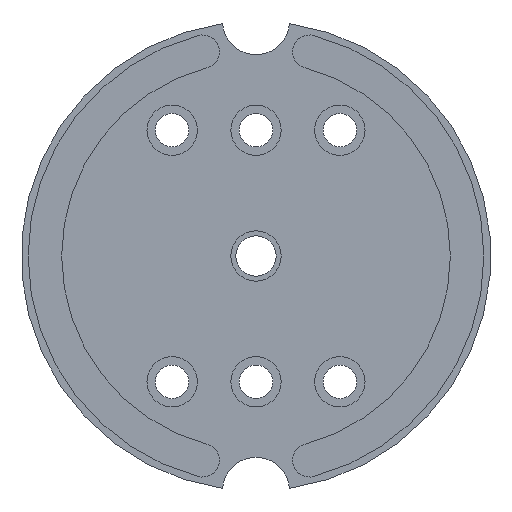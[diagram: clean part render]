
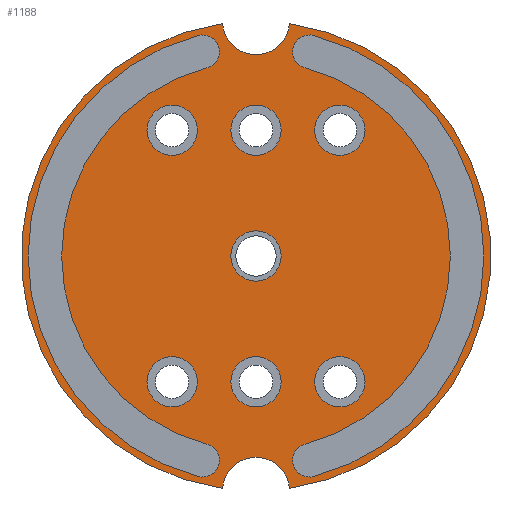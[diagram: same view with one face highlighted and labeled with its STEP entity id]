
A CAD part, front view. The second image highlights one B-rep face of the part: STEP entity #1188.
In plain terms, the highlighted planar face has unit normal (0, -1, 0).
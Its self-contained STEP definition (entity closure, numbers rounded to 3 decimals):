
#71=PLANE('',#1310);
#114=FACE_BOUND('',#284,.T.);
#115=FACE_BOUND('',#285,.T.);
#116=FACE_BOUND('',#286,.T.);
#117=FACE_BOUND('',#287,.T.);
#118=FACE_BOUND('',#288,.T.);
#119=FACE_BOUND('',#289,.T.);
#120=FACE_BOUND('',#290,.T.);
#187=FACE_OUTER_BOUND('',#283,.T.);
#283=EDGE_LOOP('',(#783,#784,#785,#786));
#284=EDGE_LOOP('',(#787));
#285=EDGE_LOOP('',(#788));
#286=EDGE_LOOP('',(#789));
#287=EDGE_LOOP('',(#790));
#288=EDGE_LOOP('',(#791));
#289=EDGE_LOOP('',(#792));
#290=EDGE_LOOP('',(#793));
#432=CIRCLE('',#1291,0.6);
#433=CIRCLE('',#1293,0.5);
#435=CIRCLE('',#1296,0.5);
#437=CIRCLE('',#1299,0.5);
#439=CIRCLE('',#1302,0.5);
#441=CIRCLE('',#1305,0.5);
#443=CIRCLE('',#1308,0.5);
#445=CIRCLE('',#1311,7.);
#446=CIRCLE('',#1312,1.);
#447=CIRCLE('',#1313,7.);
#448=CIRCLE('',#1314,1.);
#538=VERTEX_POINT('',#1900);
#539=VERTEX_POINT('',#1903);
#541=VERTEX_POINT('',#1908);
#543=VERTEX_POINT('',#1913);
#545=VERTEX_POINT('',#1918);
#547=VERTEX_POINT('',#1923);
#549=VERTEX_POINT('',#1928);
#551=VERTEX_POINT('',#1933);
#552=VERTEX_POINT('',#1934);
#553=VERTEX_POINT('',#1936);
#554=VERTEX_POINT('',#1938);
#644=EDGE_CURVE('',#538,#538,#432,.T.);
#645=EDGE_CURVE('',#539,#539,#433,.T.);
#647=EDGE_CURVE('',#541,#541,#435,.T.);
#649=EDGE_CURVE('',#543,#543,#437,.T.);
#651=EDGE_CURVE('',#545,#545,#439,.T.);
#653=EDGE_CURVE('',#547,#547,#441,.T.);
#655=EDGE_CURVE('',#549,#549,#443,.T.);
#657=EDGE_CURVE('',#551,#552,#445,.T.);
#658=EDGE_CURVE('',#552,#553,#446,.T.);
#659=EDGE_CURVE('',#553,#554,#447,.T.);
#660=EDGE_CURVE('',#554,#551,#448,.T.);
#783=ORIENTED_EDGE('',*,*,#657,.T.);
#784=ORIENTED_EDGE('',*,*,#658,.T.);
#785=ORIENTED_EDGE('',*,*,#659,.T.);
#786=ORIENTED_EDGE('',*,*,#660,.T.);
#787=ORIENTED_EDGE('',*,*,#644,.T.);
#788=ORIENTED_EDGE('',*,*,#645,.T.);
#789=ORIENTED_EDGE('',*,*,#647,.T.);
#790=ORIENTED_EDGE('',*,*,#649,.T.);
#791=ORIENTED_EDGE('',*,*,#651,.T.);
#792=ORIENTED_EDGE('',*,*,#653,.T.);
#793=ORIENTED_EDGE('',*,*,#655,.T.);
#1188=ADVANCED_FACE('',(#187,#114,#115,#116,#117,#118,#119,#120),#71,.T.);
#1291=AXIS2_PLACEMENT_3D('',#1901,#1490,#1491);
#1293=AXIS2_PLACEMENT_3D('',#1904,#1494,#1495);
#1296=AXIS2_PLACEMENT_3D('',#1909,#1500,#1501);
#1299=AXIS2_PLACEMENT_3D('',#1914,#1506,#1507);
#1302=AXIS2_PLACEMENT_3D('',#1919,#1512,#1513);
#1305=AXIS2_PLACEMENT_3D('',#1924,#1518,#1519);
#1308=AXIS2_PLACEMENT_3D('',#1929,#1524,#1525);
#1310=AXIS2_PLACEMENT_3D('',#1932,#1528,#1529);
#1311=AXIS2_PLACEMENT_3D('',#1935,#1530,#1531);
#1312=AXIS2_PLACEMENT_3D('',#1937,#1532,#1533);
#1313=AXIS2_PLACEMENT_3D('',#1939,#1534,#1535);
#1314=AXIS2_PLACEMENT_3D('',#1940,#1536,#1537);
#1490=DIRECTION('center_axis',(0.,1.,0.));
#1491=DIRECTION('ref_axis',(-1.,0.,0.));
#1494=DIRECTION('center_axis',(0.,1.,0.));
#1495=DIRECTION('ref_axis',(1.,0.,0.));
#1500=DIRECTION('center_axis',(0.,1.,0.));
#1501=DIRECTION('ref_axis',(1.,0.,0.));
#1506=DIRECTION('center_axis',(0.,1.,0.));
#1507=DIRECTION('ref_axis',(1.,0.,0.));
#1512=DIRECTION('center_axis',(0.,1.,0.));
#1513=DIRECTION('ref_axis',(1.,0.,0.));
#1518=DIRECTION('center_axis',(0.,1.,0.));
#1519=DIRECTION('ref_axis',(1.,0.,0.));
#1524=DIRECTION('center_axis',(0.,1.,0.));
#1525=DIRECTION('ref_axis',(1.,0.,0.));
#1528=DIRECTION('center_axis',(0.,-1.,0.));
#1529=DIRECTION('ref_axis',(0.,0.,-1.));
#1530=DIRECTION('center_axis',(0.,-1.,0.));
#1531=DIRECTION('ref_axis',(-0.142,0.,-0.99));
#1532=DIRECTION('center_axis',(0.,1.,0.));
#1533=DIRECTION('ref_axis',(0.997,0.,-0.071));
#1534=DIRECTION('center_axis',(0.,-1.,0.));
#1535=DIRECTION('ref_axis',(0.142,0.,0.99));
#1536=DIRECTION('center_axis',(0.,1.,0.));
#1537=DIRECTION('ref_axis',(-0.997,0.,0.071));
#1900=CARTESIAN_POINT('',(0.6,-0.7,0.));
#1901=CARTESIAN_POINT('Origin',(0.,-0.7,0.));
#1903=CARTESIAN_POINT('',(2.,-0.7,3.75));
#1904=CARTESIAN_POINT('Origin',(2.5,-0.7,3.75));
#1908=CARTESIAN_POINT('',(-0.5,-0.7,3.75));
#1909=CARTESIAN_POINT('Origin',(0.,-0.7,3.75));
#1913=CARTESIAN_POINT('',(-3.,-0.7,3.75));
#1914=CARTESIAN_POINT('Origin',(-2.5,-0.7,3.75));
#1918=CARTESIAN_POINT('',(2.,-0.7,-3.75));
#1919=CARTESIAN_POINT('Origin',(2.5,-0.7,-3.75));
#1923=CARTESIAN_POINT('',(-0.5,-0.7,-3.75));
#1924=CARTESIAN_POINT('Origin',(0.,-0.7,-3.75));
#1928=CARTESIAN_POINT('',(-3.,-0.7,-3.75));
#1929=CARTESIAN_POINT('Origin',(-2.5,-0.7,-3.75));
#1932=CARTESIAN_POINT('Origin',(0.,-0.7,0.));
#1933=CARTESIAN_POINT('',(-0.997,-0.7,6.929));
#1934=CARTESIAN_POINT('',(-0.997,-0.7,-6.929));
#1935=CARTESIAN_POINT('Origin',(0.,-0.7,0.));
#1936=CARTESIAN_POINT('',(0.997,-0.7,-6.929));
#1937=CARTESIAN_POINT('Origin',(0.,-0.7,-7.));
#1938=CARTESIAN_POINT('',(0.997,-0.7,6.929));
#1939=CARTESIAN_POINT('Origin',(0.,-0.7,0.));
#1940=CARTESIAN_POINT('Origin',(0.,-0.7,7.));
